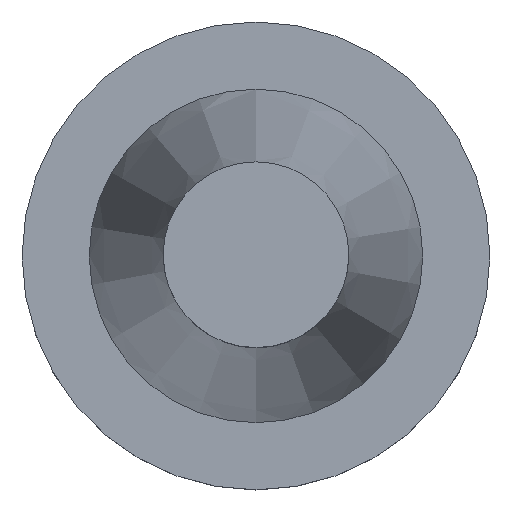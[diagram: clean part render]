
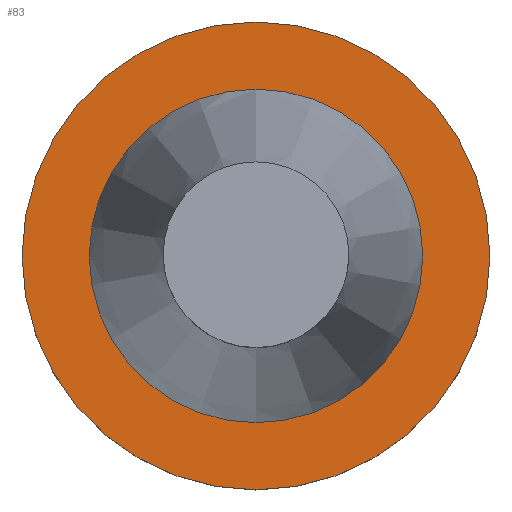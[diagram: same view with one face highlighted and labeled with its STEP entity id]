
A CAD part, top view. The second image highlights one B-rep face of the part: STEP entity #83.
In plain terms, the highlighted planar face has unit normal (0, 0, 1).
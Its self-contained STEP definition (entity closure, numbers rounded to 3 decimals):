
#44=FACE_BOUND('',#111,.T.);
#45=FACE_BOUND('',#112,.T.);
#83=ADVANCED_FACE('',(#44,#45),#90,.F.);
#90=PLANE('',#284);
#111=EDGE_LOOP('',(#151));
#112=EDGE_LOOP('',(#152,#153));
#151=ORIENTED_EDGE('',*,*,#208,.T.);
#152=ORIENTED_EDGE('',*,*,#209,.T.);
#153=ORIENTED_EDGE('',*,*,#210,.T.);
#183=VERTEX_POINT('',#411);
#184=VERTEX_POINT('',#414);
#185=VERTEX_POINT('',#415);
#208=EDGE_CURVE('',#183,#183,#230,.T.);
#209=EDGE_CURVE('',#184,#185,#231,.T.);
#210=EDGE_CURVE('',#185,#184,#232,.T.);
#230=CIRCLE('',#280,31.5);
#231=CIRCLE('',#282,22.458);
#232=CIRCLE('',#283,22.458);
#280=AXIS2_PLACEMENT_3D('',#410,#342,#343);
#282=AXIS2_PLACEMENT_3D('',#413,#346,#347);
#283=AXIS2_PLACEMENT_3D('',#416,#348,#349);
#284=AXIS2_PLACEMENT_3D('',#417,#350,#351);
#342=DIRECTION('',(0.,0.,1.));
#343=DIRECTION('',(-1.,0.,0.));
#346=DIRECTION('',(0.,0.,-1.));
#347=DIRECTION('',(-1.,0.,0.));
#348=DIRECTION('',(0.,0.,-1.));
#349=DIRECTION('',(-1.,0.,0.));
#350=DIRECTION('',(0.,0.,-1.));
#351=DIRECTION('',(0.,1.,0.));
#410=CARTESIAN_POINT('',(0.,0.,-1.6));
#411=CARTESIAN_POINT('',(-31.5,0.,-1.6));
#413=CARTESIAN_POINT('',(0.,0.,-1.6));
#414=CARTESIAN_POINT('',(0.,22.458,-1.6));
#415=CARTESIAN_POINT('',(0.,-22.458,-1.6));
#416=CARTESIAN_POINT('',(0.,0.,-1.6));
#417=CARTESIAN_POINT('',(0.,0.,-1.6));
